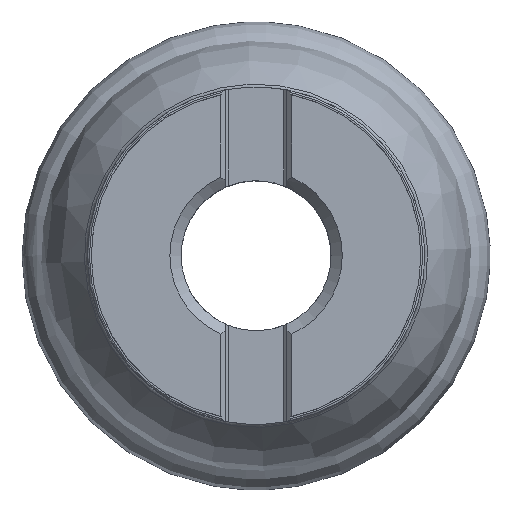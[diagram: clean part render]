
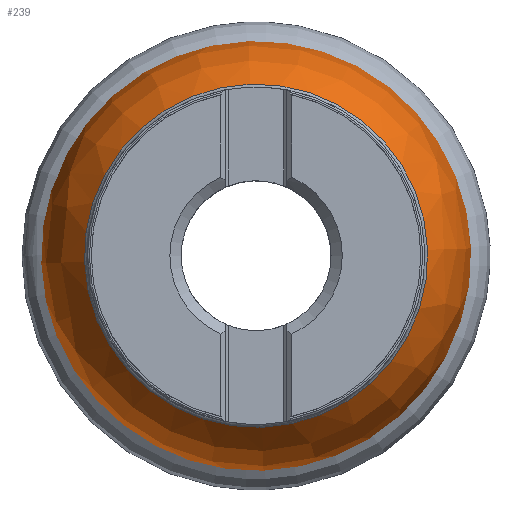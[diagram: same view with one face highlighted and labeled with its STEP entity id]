
A CAD part, top view. The second image highlights one B-rep face of the part: STEP entity #239.
In plain terms, the highlighted free-form (B-spline) face has degree [3, 3] with [4, 7] control points.
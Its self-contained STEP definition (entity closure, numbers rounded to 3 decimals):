
#135=(
BOUNDED_SURFACE()
B_SPLINE_SURFACE(3,3,((#1329,#1330,#1331,#1332,#1333,#1334,#1335),(#1336,
#1337,#1338,#1339,#1340,#1341,#1342),(#1343,#1344,#1345,#1346,#1347,#1348,
#1349),(#1350,#1351,#1352,#1353,#1354,#1355,#1356)),.UNSPECIFIED.,.F.,.T.,
 .F.)
B_SPLINE_SURFACE_WITH_KNOTS((4,4),(1,3,3,3,1),(0.,1.),(-0.5,0.,0.5,1.,1.5),
 .UNSPECIFIED.)
GEOMETRIC_REPRESENTATION_ITEM()
RATIONAL_B_SPLINE_SURFACE(((1.,0.333,0.333,1.,0.333,
0.333,1.),(0.953,0.318,0.318,
0.953,0.318,0.318,0.953),
(0.953,0.318,0.318,0.953,
0.318,0.318,0.953),(1.,0.333,
0.333,1.,0.333,0.333,1.)))
REPRESENTATION_ITEM('')
SURFACE()
);
#239=ADVANCED_FACE('CN_SU3',(#314,#315),#135,.T.);
#314=FACE_BOUND('',#355,.T.);
#315=FACE_BOUND('',#356,.T.);
#355=EDGE_LOOP('',(#434));
#356=EDGE_LOOP('',(#435));
#434=ORIENTED_EDGE('',*,*,#677,.T.);
#435=ORIENTED_EDGE('',*,*,#659,.T.);
#591=VERTEX_POINT('',#1289);
#609=VERTEX_POINT('',#1328);
#659=EDGE_CURVE('',#591,#591,#750,.T.);
#677=EDGE_CURVE('',#609,#609,#756,.T.);
#750=CIRCLE('',#914,57.458);
#756=CIRCLE('',#931,45.815);
#914=AXIS2_PLACEMENT_3D('',#1288,#1048,#1049);
#931=AXIS2_PLACEMENT_3D('',#1327,#1086,#1087);
#1048=DIRECTION('',(0.,0.,1.));
#1049=DIRECTION('',(0.999,0.035,0.));
#1086=DIRECTION('',(0.,0.,-1.));
#1087=DIRECTION('',(-0.999,-0.035,0.));
#1288=CARTESIAN_POINT('',(0.,0.,
-45.2));
#1289=CARTESIAN_POINT('',(57.423,2.005,-45.2));
#1327=CARTESIAN_POINT('',(0.,0.,-15.843));
#1328=CARTESIAN_POINT('',(-45.788,-1.599,-15.843));
#1329=CARTESIAN_POINT('',(45.788,1.599,-15.843));
#1330=CARTESIAN_POINT('',(42.59,93.174,-15.843));
#1331=CARTESIAN_POINT('',(-48.985,89.976,-15.843));
#1332=CARTESIAN_POINT('',(-45.788,-1.599,-15.843));
#1333=CARTESIAN_POINT('',(-42.59,-93.174,-15.843));
#1334=CARTESIAN_POINT('',(48.985,-89.976,-15.843));
#1335=CARTESIAN_POINT('',(45.788,1.599,-15.843));
#1336=CARTESIAN_POINT('',(53.353,1.863,-23.886));
#1337=CARTESIAN_POINT('',(49.627,108.57,-23.886));
#1338=CARTESIAN_POINT('',(-57.08,104.844,-23.886));
#1339=CARTESIAN_POINT('',(-53.353,-1.863,-23.886));
#1340=CARTESIAN_POINT('',(-49.627,-108.57,-23.886));
#1341=CARTESIAN_POINT('',(57.08,-104.844,-23.886));
#1342=CARTESIAN_POINT('',(53.353,1.863,-23.886));
#1343=CARTESIAN_POINT('',(57.423,2.005,-34.154));
#1344=CARTESIAN_POINT('',(53.412,116.851,-34.154));
#1345=CARTESIAN_POINT('',(-61.433,112.841,-34.154));
#1346=CARTESIAN_POINT('',(-57.423,-2.005,-34.154));
#1347=CARTESIAN_POINT('',(-53.412,-116.851,-34.154));
#1348=CARTESIAN_POINT('',(61.433,-112.841,-34.154));
#1349=CARTESIAN_POINT('',(57.423,2.005,-34.154));
#1350=CARTESIAN_POINT('',(57.423,2.005,-45.2));
#1351=CARTESIAN_POINT('',(53.412,116.851,-45.2));
#1352=CARTESIAN_POINT('',(-61.433,112.841,-45.2));
#1353=CARTESIAN_POINT('',(-57.423,-2.005,-45.2));
#1354=CARTESIAN_POINT('',(-53.412,-116.851,-45.2));
#1355=CARTESIAN_POINT('',(61.433,-112.841,-45.2));
#1356=CARTESIAN_POINT('',(57.423,2.005,-45.2));
